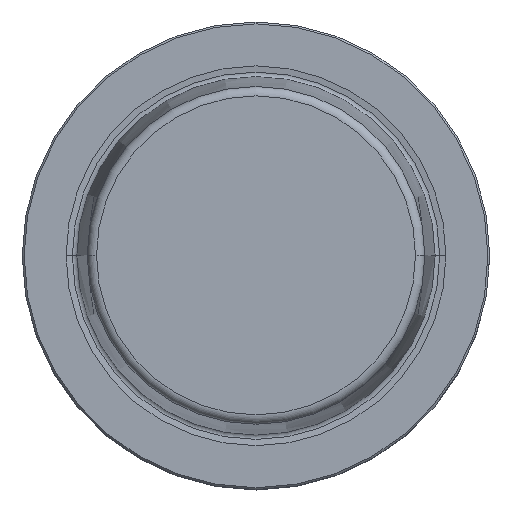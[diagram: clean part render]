
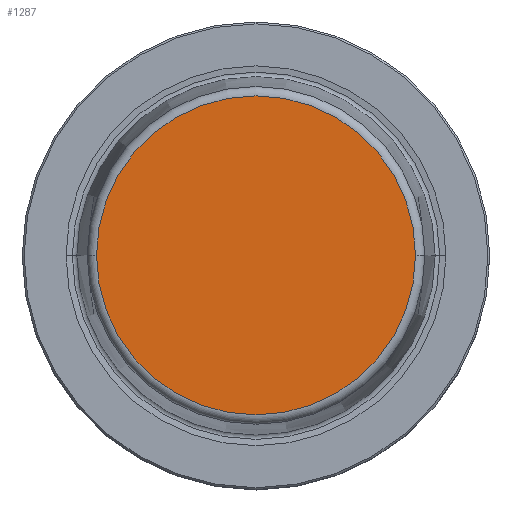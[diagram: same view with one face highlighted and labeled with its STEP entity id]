
A CAD part, top view. The second image highlights one B-rep face of the part: STEP entity #1287.
In plain terms, the highlighted planar face has unit normal (0, 0, 1).
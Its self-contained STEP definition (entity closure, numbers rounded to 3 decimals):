
#328=CARTESIAN_POINT('',(0.,0.,24.9));
#329=DIRECTION('',(0.,0.,1.));
#330=DIRECTION('',(1.,0.,0.));
#331=AXIS2_PLACEMENT_3D('',#328,#329,#330);
#336=CARTESIAN_POINT('',(0.,0.,24.9));
#337=DIRECTION('',(0.,0.,-1.));
#338=DIRECTION('',(1.,0.,0.));
#339=AXIS2_PLACEMENT_3D('',#336,#337,#338);
#888=CARTESIAN_POINT('',(17.056,0.,24.9));
#889=VERTEX_POINT('',#888);
#904=CARTESIAN_POINT('',(-17.056,0.,24.9));
#905=VERTEX_POINT('',#904);
#1278=CARTESIAN_POINT('',(0.,0.,24.9));
#1279=DIRECTION('',(0.,0.,-1.));
#1280=DIRECTION('',(-1.,0.,0.));
#1281=AXIS2_PLACEMENT_3D('',#1278,#1279,#1280);
#1282=PLANE('',#1281);
#1283=ORIENTED_EDGE('',*,*,#1271,.F.);
#1284=ORIENTED_EDGE('',*,*,#1260,.T.);
#1285=EDGE_LOOP('',(#1283,#1284));
#1286=FACE_OUTER_BOUND('',#1285,.F.);
#1287=ADVANCED_FACE('',(#1286),#1282,.F.);
#332=CIRCLE('',#331,17.056);
#340=CIRCLE('',#339,17.056);
#1260=EDGE_CURVE('',#889,#905,#340,.T.);
#1271=EDGE_CURVE('',#889,#905,#332,.T.);
